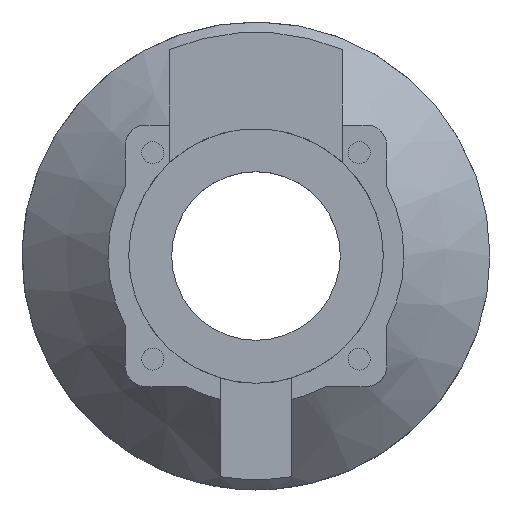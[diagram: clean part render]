
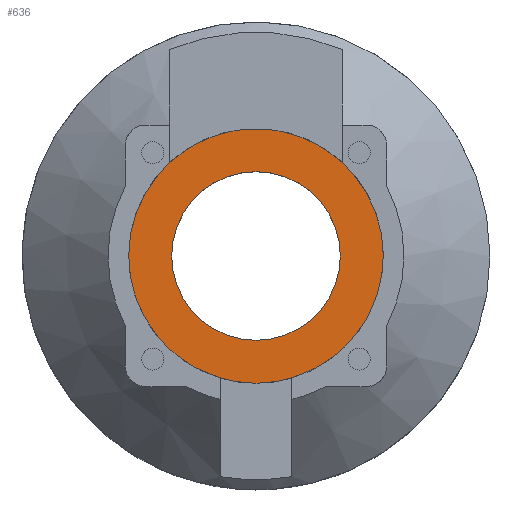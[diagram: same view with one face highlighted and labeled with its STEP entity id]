
A CAD part, top view. The second image highlights one B-rep face of the part: STEP entity #636.
In plain terms, the highlighted planar face has unit normal (0, 0, 1).
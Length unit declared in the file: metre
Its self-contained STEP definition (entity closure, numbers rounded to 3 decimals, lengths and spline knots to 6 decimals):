
#287=ORIENTED_EDGE('',*,*,#336,.T.);
#288=ORIENTED_EDGE('',*,*,#353,.F.);
#336=EDGE_CURVE('',#412,#412,#441,.T.);
#353=EDGE_CURVE('',#422,#422,#450,.T.);
#412=VERTEX_POINT('',#1051);
#422=VERTEX_POINT('',#1088);
#441=CIRCLE('',#672,0.01225);
#450=CIRCLE('',#685,0.0185);
#516=EDGE_LOOP('',(#287));
#517=EDGE_LOOP('',(#288));
#570=FACE_BOUND('',#516,.T.);
#571=FACE_BOUND('',#517,.T.);
#597=PLANE('',#717);
#636=ADVANCED_FACE('',(#570,#571),#597,.F.);
#672=AXIS2_PLACEMENT_3D('',#1050,#791,#792);
#685=AXIS2_PLACEMENT_3D('',#1087,#823,#824);
#717=AXIS2_PLACEMENT_3D('',#1145,#892,#893);
#791=DIRECTION('',(0.,0.,-1.));
#792=DIRECTION('',(-1.,0.,0.));
#823=DIRECTION('',(0.,0.,-1.));
#824=DIRECTION('',(-1.,0.,0.));
#892=DIRECTION('',(0.,0.,-1.));
#893=DIRECTION('',(1.,0.,0.));
#1050=CARTESIAN_POINT('',(0.,0.,-0.0128));
#1051=CARTESIAN_POINT('',(-0.01225,0.,-0.0128));
#1087=CARTESIAN_POINT('',(0.,0.,-0.0128));
#1088=CARTESIAN_POINT('',(-0.0185,0.,-0.0128));
#1145=CARTESIAN_POINT('',(0.,0.,-0.0128));
